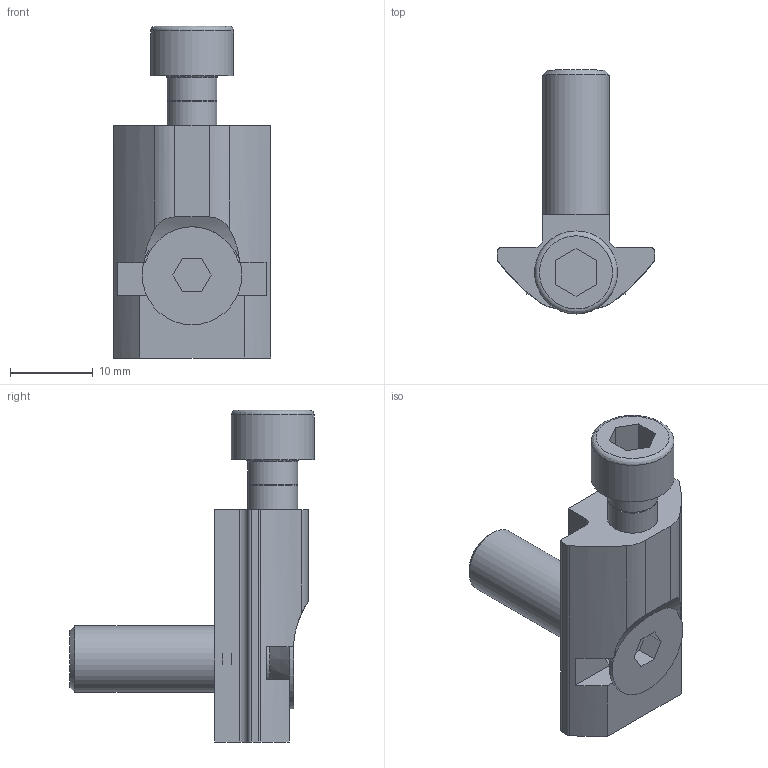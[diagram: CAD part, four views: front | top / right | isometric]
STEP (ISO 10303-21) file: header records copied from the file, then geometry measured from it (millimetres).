
FILE_DESCRIPTION(('STEP AP203'),'1');
FILE_NAME('FIXE08E1540.stp','2023-10-03T08:51:31',(' '),(' '),'Spatial InterOp 3D',' ',' ');
FILE_SCHEMA(('CONFIG_CONTROL_DESIGN'));
Length unit declared in the file: millimetre
Products named in the file (4): Fixation directe 8 90°, inox; vis FHC; écrou; vis CHC
Assembly tree (3 placements, depth 2):
  Fixation directe 8 90°, inox
    vis FHC
    écrou
    vis CHC
Bounding box: 19 x 29.44 x 40 mm (x, y, z)
Volume: 4670.6 mm3; surface area: 3614.2 mm2
Topology: 3 solids, 3 shells, 71 faces, 185 edges, 121 vertices
Faces by surface type: plane 40, cylinder 20, cone 8, revolution 3
Full cylindrical faces by diameter (mm): 6 x2, 6.04 x1, 6.8 x1, 8 x2, 10 x1, 12 x1
Entity records: 2765 total; most frequent: CARTESIAN_POINT 556, DIRECTION 339, ORIENTED_EDGE 322, EDGE_CURVE 161, AXIS2_PLACEMENT_3D 123, VERTEX_POINT 113, EDGE_LOOP 92, LINE 90
